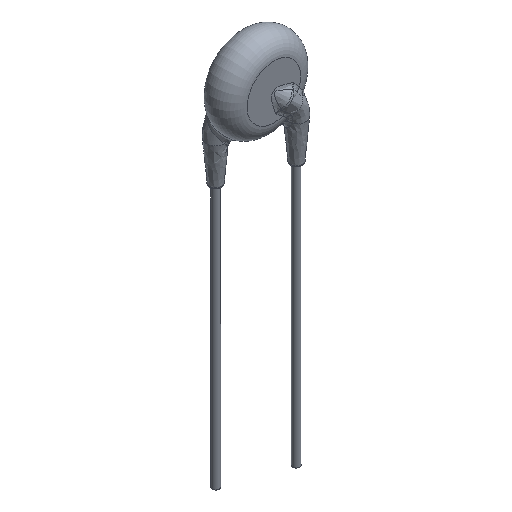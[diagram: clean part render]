
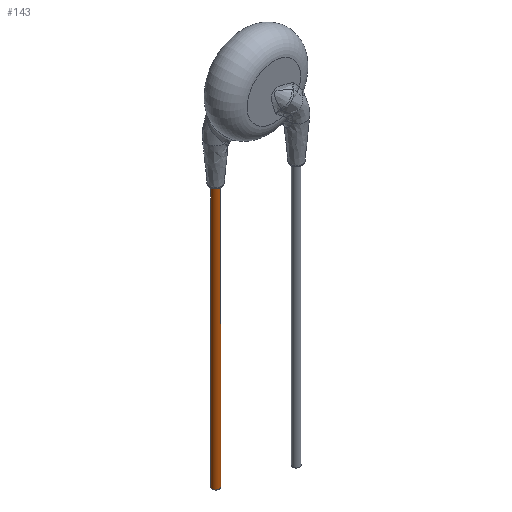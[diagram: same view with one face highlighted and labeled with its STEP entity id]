
A CAD part, isometric view. The second image highlights one B-rep face of the part: STEP entity #143.
In plain terms, the highlighted cylindrical face has radius 0.3 mm (diameter 0.6 mm), a full revolution.
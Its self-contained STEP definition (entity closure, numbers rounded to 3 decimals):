
#143 = ADVANCED_FACE( '', ( #293, #294 ), #295, .T. );
#293 = FACE_OUTER_BOUND( '', #3595, .T. );
#294 = FACE_OUTER_BOUND( '', #3596, .T. );
#295 = CYLINDRICAL_SURFACE( '', #3597, 0.3 );
#3595 = EDGE_LOOP( '', ( #5136 ) );
#3596 = EDGE_LOOP( '', ( #5137 ) );
#3597 = AXIS2_PLACEMENT_3D( '', #5138, #5139, #5140 );
#5136 = ORIENTED_EDGE( '', *, *, #5245, .T. );
#5137 = ORIENTED_EDGE( '', *, *, #5279, .F. );
#5138 = CARTESIAN_POINT( '', ( -2.5, 0.9, -6.75 ) );
#5139 = DIRECTION( '', ( 0., 0., 1. ) );
#5140 = DIRECTION( '', ( -1., 0., 0. ) );
#5245 = EDGE_CURVE( '', #5409, #5409, #5410, .T. );
#5279 = EDGE_CURVE( '', #5457, #5457, #5458, .T. );
#5409 = VERTEX_POINT( '', #6783 );
#5410 = CIRCLE( '', #6784, 0.3 );
#5457 = VERTEX_POINT( '', #7151 );
#5458 = CIRCLE( '', #7152, 0.3 );
#6783 = CARTESIAN_POINT( '', ( -2.8, 0.9, -6.75 ) );
#6784 = AXIS2_PLACEMENT_3D( '', #7861, #7862, #7863 );
#7151 = CARTESIAN_POINT( '', ( -2.2, 0.9, -28.75 ) );
#7152 = AXIS2_PLACEMENT_3D( '', #7885, #7886, #7887 );
#7861 = CARTESIAN_POINT( '', ( -2.5, 0.9, -6.75 ) );
#7862 = DIRECTION( '', ( 0., 0., -1. ) );
#7863 = DIRECTION( '', ( -1., 0., 0. ) );
#7885 = CARTESIAN_POINT( '', ( -2.5, 0.9, -28.75 ) );
#7886 = DIRECTION( '', ( 0., 0., -1. ) );
#7887 = DIRECTION( '', ( 1., 0., 0. ) );
